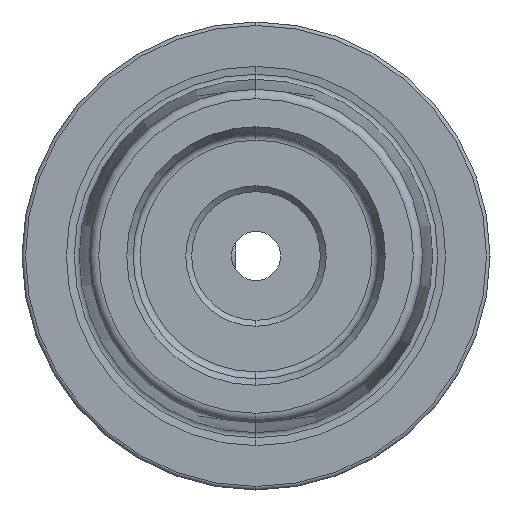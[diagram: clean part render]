
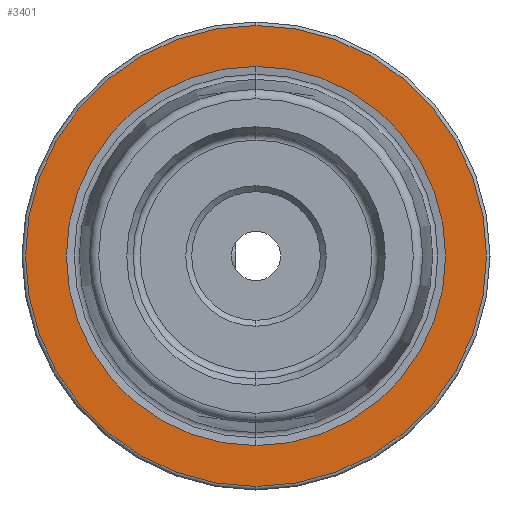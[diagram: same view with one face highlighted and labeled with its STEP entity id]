
A CAD part, left-side view. The second image highlights one B-rep face of the part: STEP entity #3401.
In plain terms, the highlighted planar face has unit normal (-1, 0, 0).
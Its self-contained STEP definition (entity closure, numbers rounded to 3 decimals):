
#9 = CIRCLE ( 'NONE', #722, 16.207 ) ;
#83 = DIRECTION ( 'NONE',  ( 0., 0., 1. ) ) ;
#188 = CIRCLE ( 'NONE', #264, 19.7 ) ;
#264 = AXIS2_PLACEMENT_3D ( 'NONE', #3629, #1866, #83 ) ;
#299 = AXIS2_PLACEMENT_3D ( 'NONE', #3602, #3590, #1292 ) ;
#553 = PLANE ( 'NONE',  #745 ) ;
#567 = DIRECTION ( 'NONE',  ( 1., 0., 0. ) ) ;
#613 = EDGE_LOOP ( 'NONE', ( #622, #2989 ) ) ;
#622 = ORIENTED_EDGE ( 'NONE', *, *, #942, .F. ) ;
#652 = FACE_OUTER_BOUND ( 'NONE', #2071, .T. ) ;
#677 = DIRECTION ( 'NONE',  ( -1., 0., 0. ) ) ;
#722 = AXIS2_PLACEMENT_3D ( 'NONE', #1734, #3489, #3015 ) ;
#745 = AXIS2_PLACEMENT_3D ( 'NONE', #851, #567, #2636 ) ;
#830 = CIRCLE ( 'NONE', #299, 16.207 ) ;
#851 = CARTESIAN_POINT ( 'NONE',  ( 0., 19.7, 0. ) ) ;
#942 = EDGE_CURVE ( 'NONE', #3084, #2444, #830, .T. ) ;
#972 = EDGE_CURVE ( 'NONE', #2444, #3084, #9, .T. ) ;
#982 = CARTESIAN_POINT ( 'NONE',  ( 0., 0., -19.7 ) ) ;
#1292 = DIRECTION ( 'NONE',  ( 0., 0., 1. ) ) ;
#1361 = FACE_BOUND ( 'NONE', #613, .T. ) ;
#1734 = CARTESIAN_POINT ( 'NONE',  ( 0., 0., 0. ) ) ;
#1799 = VERTEX_POINT ( 'NONE', #1987 ) ;
#1866 = DIRECTION ( 'NONE',  ( -1., 0., 0. ) ) ;
#1978 = ORIENTED_EDGE ( 'NONE', *, *, #2396, .T. ) ;
#1987 = CARTESIAN_POINT ( 'NONE',  ( 0., 0., 19.7 ) ) ;
#2028 = CIRCLE ( 'NONE', #3668, 19.7 ) ;
#2071 = EDGE_LOOP ( 'NONE', ( #2378, #1978 ) ) ;
#2378 = ORIENTED_EDGE ( 'NONE', *, *, #2885, .T. ) ;
#2396 = EDGE_CURVE ( 'NONE', #2875, #1799, #2028, .T. ) ;
#2444 = VERTEX_POINT ( 'NONE', #3625 ) ;
#2446 = CARTESIAN_POINT ( 'NONE',  ( 0., 0., 0. ) ) ;
#2636 = DIRECTION ( 'NONE',  ( 0., 0., -1. ) ) ;
#2747 = DIRECTION ( 'NONE',  ( 0., 0., 1. ) ) ;
#2875 = VERTEX_POINT ( 'NONE', #982 ) ;
#2885 = EDGE_CURVE ( 'NONE', #1799, #2875, #188, .T. ) ;
#2989 = ORIENTED_EDGE ( 'NONE', *, *, #972, .F. ) ;
#3015 = DIRECTION ( 'NONE',  ( 0., 0., 1. ) ) ;
#3084 = VERTEX_POINT ( 'NONE', #3387 ) ;
#3387 = CARTESIAN_POINT ( 'NONE',  ( 0., 0., 16.207 ) ) ;
#3401 = ADVANCED_FACE ( 'NONE', ( #1361, #652 ), #553, .F. ) ;
#3489 = DIRECTION ( 'NONE',  ( -1., 0., 0. ) ) ;
#3590 = DIRECTION ( 'NONE',  ( -1., 0., 0. ) ) ;
#3602 = CARTESIAN_POINT ( 'NONE',  ( 0., 0., 0. ) ) ;
#3625 = CARTESIAN_POINT ( 'NONE',  ( 0., 0., -16.207 ) ) ;
#3629 = CARTESIAN_POINT ( 'NONE',  ( 0., 0., 0. ) ) ;
#3668 = AXIS2_PLACEMENT_3D ( 'NONE', #2446, #677, #2747 ) ;
